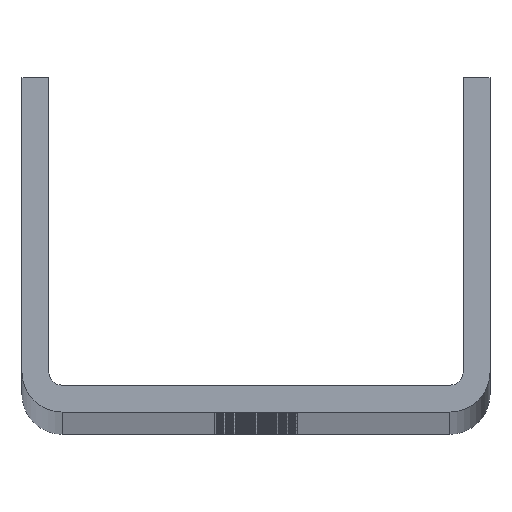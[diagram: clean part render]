
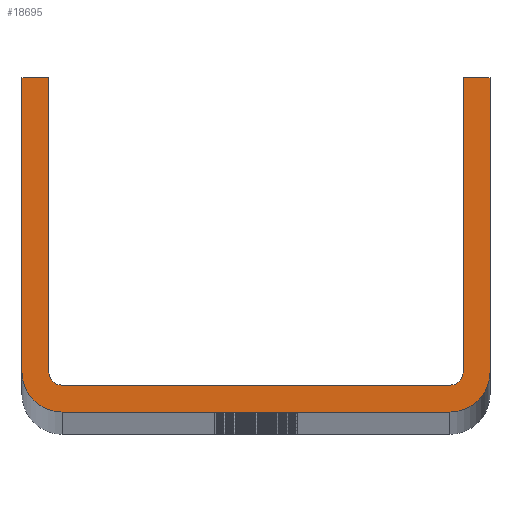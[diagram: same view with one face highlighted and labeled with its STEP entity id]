
A CAD part, top view. The second image highlights one B-rep face of the part: STEP entity #18695.
In plain terms, the highlighted planar face has unit normal (0, 0, 1).
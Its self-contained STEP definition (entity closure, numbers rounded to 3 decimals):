
#601 = DIRECTION ( 'NONE',  ( 1., 0., 0. ) ) ;
#606 = VECTOR ( 'NONE', #16513, 1000. ) ;
#673 = DIRECTION ( 'NONE',  ( 0., 0., 1. ) ) ;
#741 = CARTESIAN_POINT ( 'NONE',  ( -31., 50., 1900. ) ) ;
#902 = ORIENTED_EDGE ( 'NONE', *, *, #16864, .F. ) ;
#983 = LINE ( 'NONE', #18410, #6436 ) ;
#989 = VERTEX_POINT ( 'NONE', #2917 ) ;
#1185 = EDGE_CURVE ( 'NONE', #15448, #17686, #6720, .T. ) ;
#1579 = DIRECTION ( 'NONE',  ( 1., 0., 0. ) ) ;
#1799 = CARTESIAN_POINT ( 'NONE',  ( -35., 50., 1900. ) ) ;
#1841 = CARTESIAN_POINT ( 'NONE',  ( 31., 6., 1900. ) ) ;
#1880 = DIRECTION ( 'NONE',  ( 0., 0., 1. ) ) ;
#2427 = ORIENTED_EDGE ( 'NONE', *, *, #8589, .F. ) ;
#2465 = LINE ( 'NONE', #13496, #9389 ) ;
#2484 = EDGE_CURVE ( 'NONE', #2747, #9603, #12477, .T. ) ;
#2514 = VECTOR ( 'NONE', #10915, 1000. ) ;
#2747 = VERTEX_POINT ( 'NONE', #10186 ) ;
#2917 = CARTESIAN_POINT ( 'NONE',  ( 35., 50., 1900. ) ) ;
#3061 = VECTOR ( 'NONE', #5184, 1000. ) ;
#3108 = LINE ( 'NONE', #11045, #4724 ) ;
#3276 = EDGE_CURVE ( 'NONE', #14196, #989, #20090, .T. ) ;
#3567 = CARTESIAN_POINT ( 'NONE',  ( 31., 50., 1900. ) ) ;
#3568 = CARTESIAN_POINT ( 'NONE',  ( 29., 4., 1900. ) ) ;
#4724 = VECTOR ( 'NONE', #1579, 1000. ) ;
#4790 = ORIENTED_EDGE ( 'NONE', *, *, #2484, .F. ) ;
#4862 = DIRECTION ( 'NONE',  ( 1., 0., 0. ) ) ;
#5045 = EDGE_CURVE ( 'NONE', #14334, #19631, #10203, .T. ) ;
#5184 = DIRECTION ( 'NONE',  ( 1., 0., 0. ) ) ;
#5993 = AXIS2_PLACEMENT_3D ( 'NONE', #11351, #1880, #4862 ) ;
#5998 = DIRECTION ( 'NONE',  ( 0., -1., 0. ) ) ;
#6228 = CARTESIAN_POINT ( 'NONE',  ( 35., 6., 1900. ) ) ;
#6436 = VECTOR ( 'NONE', #5998, 1000. ) ;
#6673 = ORIENTED_EDGE ( 'NONE', *, *, #13338, .F. ) ;
#6720 = LINE ( 'NONE', #1799, #3061 ) ;
#6924 = AXIS2_PLACEMENT_3D ( 'NONE', #13368, #14715, #601 ) ;
#7006 = CIRCLE ( 'NONE', #16567, 6. ) ;
#7020 = ORIENTED_EDGE ( 'NONE', *, *, #12097, .T. ) ;
#7100 = CARTESIAN_POINT ( 'NONE',  ( -35., 50., 1900. ) ) ;
#7581 = EDGE_CURVE ( 'NONE', #17686, #20282, #983, .T. ) ;
#7635 = AXIS2_PLACEMENT_3D ( 'NONE', #14790, #673, #11884 ) ;
#8069 = ORIENTED_EDGE ( 'NONE', *, *, #12425, .T. ) ;
#8125 = DIRECTION ( 'NONE',  ( 1., 0., 0. ) ) ;
#8589 = EDGE_CURVE ( 'NONE', #19631, #989, #18707, .T. ) ;
#9389 = VECTOR ( 'NONE', #19809, 1000. ) ;
#9394 = DIRECTION ( 'NONE',  ( 1., 0., 0. ) ) ;
#9603 = VERTEX_POINT ( 'NONE', #3568 ) ;
#9691 = VERTEX_POINT ( 'NONE', #11609 ) ;
#9787 = CARTESIAN_POINT ( 'NONE',  ( -29., 0., 1900. ) ) ;
#9959 = AXIS2_PLACEMENT_3D ( 'NONE', #18777, #18683, #8125 ) ;
#10186 = CARTESIAN_POINT ( 'NONE',  ( -29., 4., 1900. ) ) ;
#10203 = LINE ( 'NONE', #19835, #606 ) ;
#10548 = EDGE_CURVE ( 'NONE', #15448, #9691, #2465, .T. ) ;
#10585 = CARTESIAN_POINT ( 'NONE',  ( 35., 6., 1900. ) ) ;
#10915 = DIRECTION ( 'NONE',  ( 1., 0., 0. ) ) ;
#10977 = DIRECTION ( 'NONE',  ( 0., 1., 0. ) ) ;
#10979 = CARTESIAN_POINT ( 'NONE',  ( -29., 6., 1900. ) ) ;
#11015 = ORIENTED_EDGE ( 'NONE', *, *, #1185, .F. ) ;
#11045 = CARTESIAN_POINT ( 'NONE',  ( -29., 0., 1900. ) ) ;
#11195 = CIRCLE ( 'NONE', #6924, 2. ) ;
#11351 = CARTESIAN_POINT ( 'NONE',  ( 29., 6., 1900. ) ) ;
#11609 = CARTESIAN_POINT ( 'NONE',  ( -35., 6., 1900. ) ) ;
#11628 = VERTEX_POINT ( 'NONE', #9787 ) ;
#11738 = VERTEX_POINT ( 'NONE', #18266 ) ;
#11884 = DIRECTION ( 'NONE',  ( 1., 0., 0. ) ) ;
#12097 = EDGE_CURVE ( 'NONE', #9691, #11628, #7006, .T. ) ;
#12425 = EDGE_CURVE ( 'NONE', #11628, #11738, #3108, .T. ) ;
#12477 = LINE ( 'NONE', #18783, #2514 ) ;
#13214 = CIRCLE ( 'NONE', #9959, 6. ) ;
#13338 = EDGE_CURVE ( 'NONE', #20282, #2747, #13920, .T. ) ;
#13368 = CARTESIAN_POINT ( 'NONE',  ( 29., 6., 1900. ) ) ;
#13496 = CARTESIAN_POINT ( 'NONE',  ( -35., 50., 1900. ) ) ;
#13920 = CIRCLE ( 'NONE', #7635, 2. ) ;
#14057 = FACE_OUTER_BOUND ( 'NONE', #18510, .T. ) ;
#14068 = ORIENTED_EDGE ( 'NONE', *, *, #19201, .T. ) ;
#14196 = VERTEX_POINT ( 'NONE', #10585 ) ;
#14334 = VERTEX_POINT ( 'NONE', #1841 ) ;
#14691 = VECTOR ( 'NONE', #10977, 1000. ) ;
#14715 = DIRECTION ( 'NONE',  ( 0., 0., 1. ) ) ;
#14790 = CARTESIAN_POINT ( 'NONE',  ( -29., 6., 1900. ) ) ;
#15448 = VERTEX_POINT ( 'NONE', #7100 ) ;
#15699 = CARTESIAN_POINT ( 'NONE',  ( 31., 50., 1900. ) ) ;
#15942 = DIRECTION ( 'NONE',  ( 0., 0., 1. ) ) ;
#16513 = DIRECTION ( 'NONE',  ( 0., 1., 0. ) ) ;
#16567 = AXIS2_PLACEMENT_3D ( 'NONE', #10979, #15942, #18742 ) ;
#16864 = EDGE_CURVE ( 'NONE', #9603, #14334, #11195, .T. ) ;
#16947 = VECTOR ( 'NONE', #9394, 1000. ) ;
#17056 = ORIENTED_EDGE ( 'NONE', *, *, #7581, .F. ) ;
#17373 = ORIENTED_EDGE ( 'NONE', *, *, #3276, .T. ) ;
#17663 = PLANE ( 'NONE',  #5993 ) ;
#17686 = VERTEX_POINT ( 'NONE', #741 ) ;
#17796 = ORIENTED_EDGE ( 'NONE', *, *, #10548, .T. ) ;
#18251 = ORIENTED_EDGE ( 'NONE', *, *, #5045, .F. ) ;
#18266 = CARTESIAN_POINT ( 'NONE',  ( 29., 0., 1900. ) ) ;
#18410 = CARTESIAN_POINT ( 'NONE',  ( -31., 50., 1900. ) ) ;
#18510 = EDGE_LOOP ( 'NONE', ( #17373, #2427, #18251, #902, #4790, #6673, #17056, #11015, #17796, #7020, #8069, #14068 ) ) ;
#18683 = DIRECTION ( 'NONE',  ( 0., 0., 1. ) ) ;
#18695 = ADVANCED_FACE ( 'NONE', ( #14057 ), #17663, .T. ) ;
#18707 = LINE ( 'NONE', #15699, #16947 ) ;
#18742 = DIRECTION ( 'NONE',  ( 1., 0., 0. ) ) ;
#18777 = CARTESIAN_POINT ( 'NONE',  ( 29., 6., 1900. ) ) ;
#18783 = CARTESIAN_POINT ( 'NONE',  ( -29., 4., 1900. ) ) ;
#18802 = CARTESIAN_POINT ( 'NONE',  ( -31., 6., 1900. ) ) ;
#19201 = EDGE_CURVE ( 'NONE', #11738, #14196, #13214, .T. ) ;
#19631 = VERTEX_POINT ( 'NONE', #3567 ) ;
#19809 = DIRECTION ( 'NONE',  ( 0., -1., 0. ) ) ;
#19835 = CARTESIAN_POINT ( 'NONE',  ( 31., 6., 1900. ) ) ;
#20090 = LINE ( 'NONE', #6228, #14691 ) ;
#20282 = VERTEX_POINT ( 'NONE', #18802 ) ;
